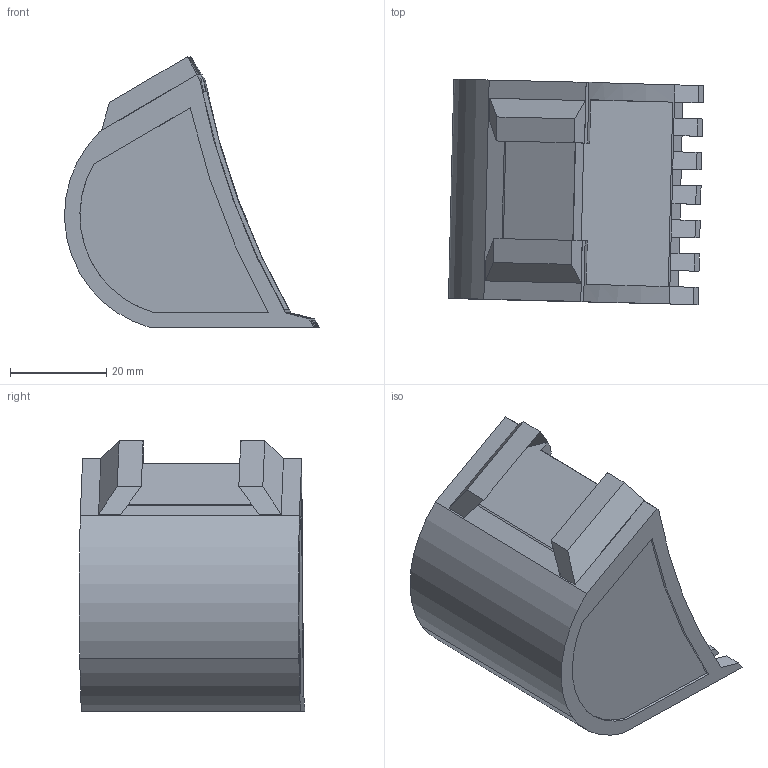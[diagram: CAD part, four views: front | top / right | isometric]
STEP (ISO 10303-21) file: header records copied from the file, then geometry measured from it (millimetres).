
FILE_DESCRIPTION (( 'STEP AP203' ), '1' );
FILE_NAME ('20.) Bucket.STEP', '2024-04-05T15:16:11', ( '' ), ( '' ), 'SwSTEP 2.0', 'SolidWorks 2024', '' );
FILE_SCHEMA (( 'CONFIG_CONTROL_DESIGN' ));
Length unit declared in the file: millimetre
Products named in the file (1): 20.) Bucket
Bounding box: 53.06 x 46.85 x 56.27 mm (x, y, z)
Volume: 24285.7 mm3; surface area: 15461 mm2
Topology: 1 solids, 1 shells, 87 faces, 231 edges, 148 vertices
Faces by surface type: plane 74, cylinder 13
Entity records: 2730 total; most frequent: CARTESIAN_POINT 473, ORIENTED_EDGE 462, DIRECTION 435, EDGE_CURVE 231, VECTOR 199, LINE 199, VERTEX_POINT 148, AXIS2_PLACEMENT_3D 118
